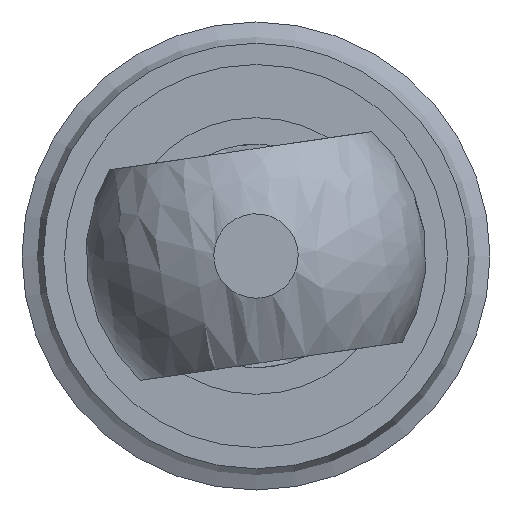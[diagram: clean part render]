
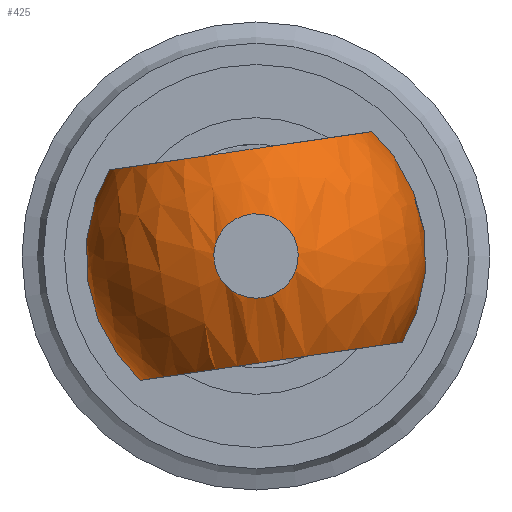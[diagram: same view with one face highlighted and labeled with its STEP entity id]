
A CAD part, left-side view. The second image highlights one B-rep face of the part: STEP entity #425.
In plain terms, the highlighted spherical face has radius 8 mm.
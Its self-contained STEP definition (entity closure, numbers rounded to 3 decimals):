
#55=SPHERICAL_SURFACE('',#478,8.);
#77=FACE_BOUND('',#169,.T.);
#78=FACE_BOUND('',#170,.T.);
#169=EDGE_LOOP('',(#353));
#170=EDGE_LOOP('',(#354,#355,#356,#357));
#227=CIRCLE('',#465,1.984);
#230=CIRCLE('',#471,5.25);
#231=CIRCLE('',#472,5.25);
#235=CIRCLE('',#479,6.245);
#236=CIRCLE('',#480,6.245);
#264=VERTEX_POINT('',#722);
#265=VERTEX_POINT('',#725);
#266=VERTEX_POINT('',#726);
#267=VERTEX_POINT('',#735);
#268=VERTEX_POINT('',#736);
#299=EDGE_CURVE('',#264,#264,#227,.T.);
#304=EDGE_CURVE('',#267,#266,#230,.T.);
#305=EDGE_CURVE('',#265,#268,#231,.T.);
#309=EDGE_CURVE('',#266,#265,#235,.T.);
#310=EDGE_CURVE('',#268,#267,#236,.T.);
#353=ORIENTED_EDGE('',*,*,#299,.T.);
#354=ORIENTED_EDGE('',*,*,#304,.T.);
#355=ORIENTED_EDGE('',*,*,#309,.T.);
#356=ORIENTED_EDGE('',*,*,#305,.T.);
#357=ORIENTED_EDGE('',*,*,#310,.T.);
#425=ADVANCED_FACE('',(#77,#78),#55,.T.);
#465=AXIS2_PLACEMENT_3D('',#723,#556,#557);
#471=AXIS2_PLACEMENT_3D('',#745,#568,#569);
#472=AXIS2_PLACEMENT_3D('',#746,#570,#571);
#478=AXIS2_PLACEMENT_3D('',#755,#582,#583);
#479=AXIS2_PLACEMENT_3D('',#756,#584,#585);
#480=AXIS2_PLACEMENT_3D('',#757,#586,#587);
#556=DIRECTION('center_axis',(0.,-1.,0.));
#557=DIRECTION('ref_axis',(0.,0.,1.));
#568=DIRECTION('center_axis',(0.,1.,0.));
#569=DIRECTION('ref_axis',(1.,0.,0.));
#570=DIRECTION('center_axis',(0.,1.,0.));
#571=DIRECTION('ref_axis',(1.,0.,0.));
#582=DIRECTION('center_axis',(0.,0.,1.));
#583=DIRECTION('ref_axis',(1.,0.,0.));
#584=DIRECTION('center_axis',(-1.,0.,0.));
#585=DIRECTION('ref_axis',(0.,0.,-1.));
#586=DIRECTION('center_axis',(1.,0.,0.));
#587=DIRECTION('ref_axis',(0.,0.,1.));
#722=CARTESIAN_POINT('',(0.,7.75,-1.984));
#723=CARTESIAN_POINT('Origin',(0.,7.75,0.));
#725=CARTESIAN_POINT('',(5.,-6.036,-1.601));
#726=CARTESIAN_POINT('',(5.,-6.036,1.601));
#735=CARTESIAN_POINT('',(-5.,-6.036,1.601));
#736=CARTESIAN_POINT('',(-5.,-6.036,-1.601));
#745=CARTESIAN_POINT('Origin',(0.,-6.036,0.));
#746=CARTESIAN_POINT('Origin',(0.,-6.036,0.));
#755=CARTESIAN_POINT('Origin',(0.,0.,0.));
#756=CARTESIAN_POINT('Origin',(5.,0.,0.));
#757=CARTESIAN_POINT('Origin',(-5.,0.,0.));
